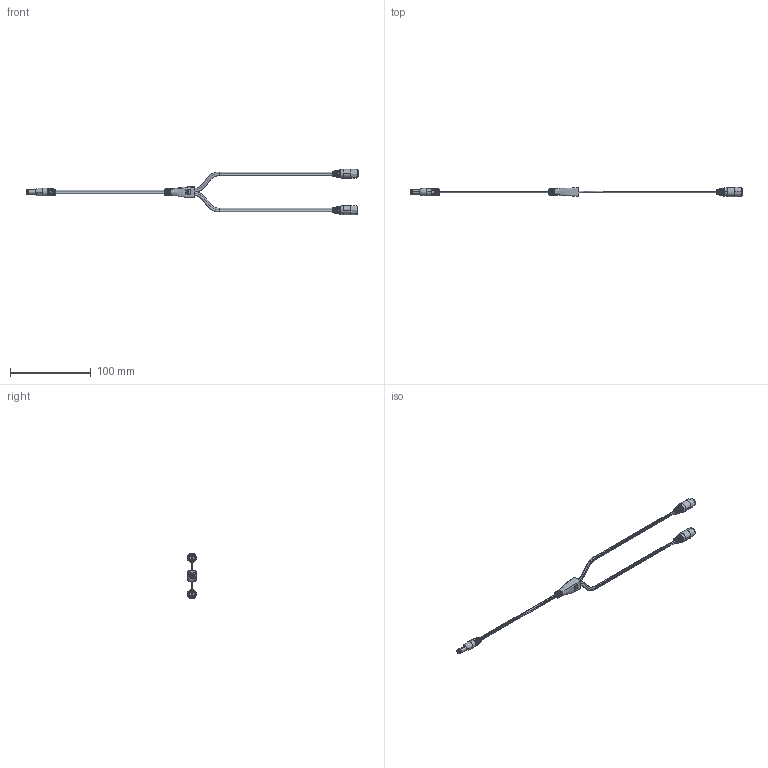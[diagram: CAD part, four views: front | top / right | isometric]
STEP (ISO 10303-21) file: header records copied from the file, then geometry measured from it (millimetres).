
FILE_DESCRIPTION (( 'STEP AP203' ), '1' );
FILE_NAME ('10-02728_revA.STEP', '2018-04-17T15:48:52', ( '' ), ( '' ), 'SwSTEP 2.0', 'SolidWorks 2015', '' );
FILE_SCHEMA (( 'CONFIG_CONTROL_DESIGN' ));
Length unit declared in the file: millimetre
Products named in the file (14): 50-00027 contact; 30-00007_blunt cut; 24-00004; 50-00027 pin; 24-00003; 50-00026 shell; 50-00027; 50-00027 insulator; 24-00195_30-00007; 50-00026 contact; 50-00026; 50-00026 insulator; 50-00027 shell; 10-02728_revA
Assembly tree (17 placements, depth 3):
  10-02728_revA
    30-00007_blunt cut  x3
    24-00004  x2
    50-00027  x2
      50-00027 shell
      50-00027 insulator
      50-00027 pin
      50-00027 contact
    24-00195_30-00007
    24-00003
    50-00026
      50-00026 shell
      50-00026 contact
      50-00026 insulator
Bounding box: 410.24 x 11.4 x 56.21 mm (x, y, z)
Volume: 13197.5 mm3; surface area: 54970.7 mm2
Topology: 290 solids, 290 shells, 2751 faces, 6307 edges, 4123 vertices
Faces by surface type: cylinder 1266, plane 916, bspline 407, torus 104, cone 58
Entity records: 49457 total; most frequent: CARTESIAN_POINT 18970, ORIENTED_EDGE 6176, DIRECTION 5613, EDGE_CURVE 3088, AXIS2_PLACEMENT_3D 2352, VERTEX_POINT 2010, EDGE_LOOP 1512, CIRCLE 1297
